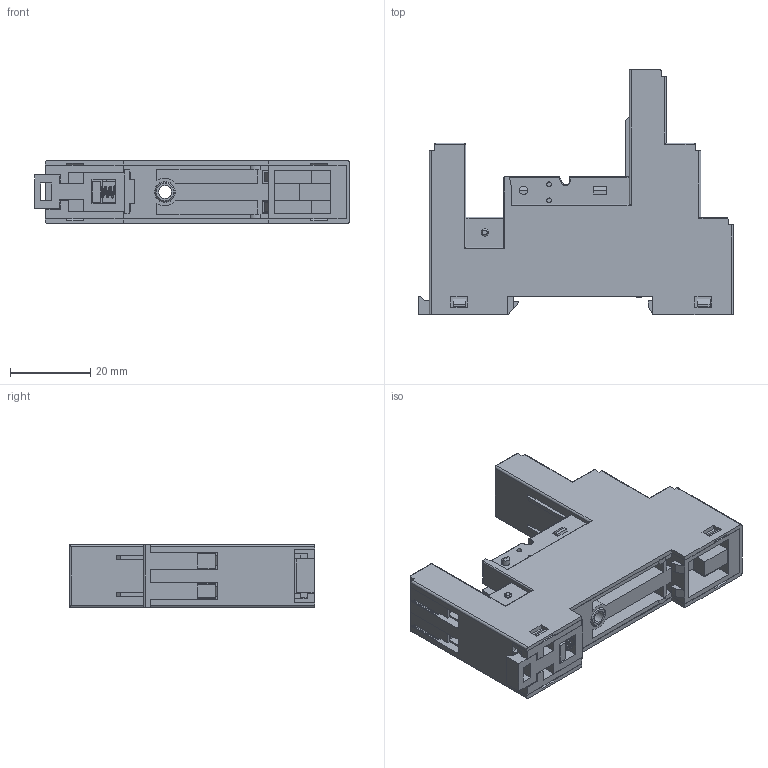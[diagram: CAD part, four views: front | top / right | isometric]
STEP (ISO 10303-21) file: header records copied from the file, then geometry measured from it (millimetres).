
FILE_DESCRIPTION (( 'STEP AP203' ), '1' );
FILE_NAME ('25_14FF-2Z-C3.STEP', '2024-12-16T18:57:47', ( '' ), ( '' ), 'SwSTEP 2.0', 'SolidWorks 2022', '' );
FILE_SCHEMA (( 'CONFIG_CONTROL_DESIGN' ));
Products named in the file (1): 25_14FF-2Z-C3
Bounding box: 78.4 x 61.2 x 15.6 mm (x, y, z)
Volume: 24855.8 mm3; surface area: 34503.6 mm2
Topology: 1 solids, 10 shells, 2844 faces, 7603 edges, 4831 vertices
Faces by surface type: plane 2062, cylinder 631, torus 77, sphere 32, cone 22, bspline 20
Entity records: 90946 total; most frequent: CARTESIAN_POINT 18849, ORIENTED_EDGE 15206, DIRECTION 14763, EDGE_CURVE 7603, LINE 5775, VECTOR 5775, VERTEX_POINT 4831, AXIS2_PLACEMENT_3D 4494
